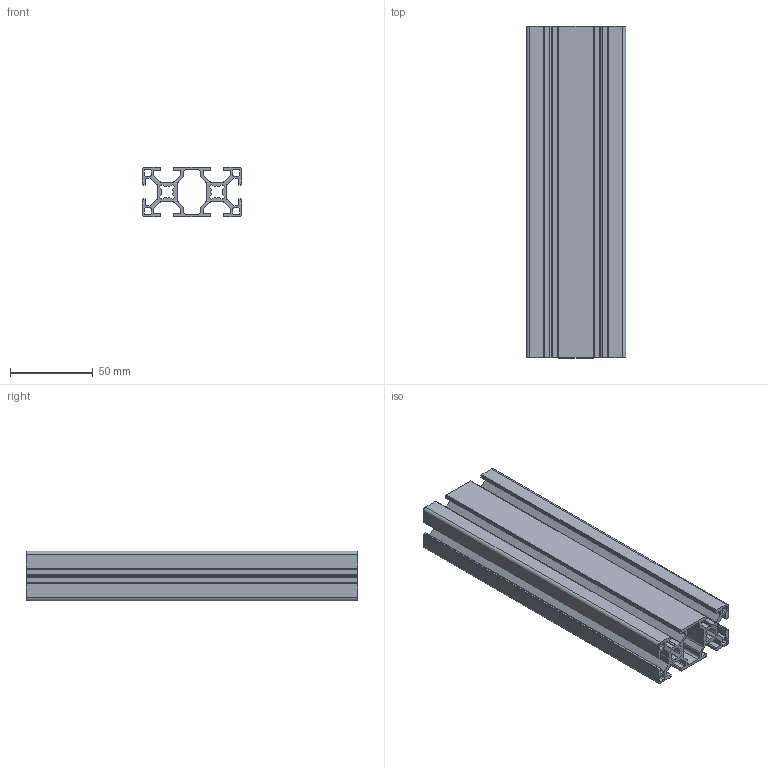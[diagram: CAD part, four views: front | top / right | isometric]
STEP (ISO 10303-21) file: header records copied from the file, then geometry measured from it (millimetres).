
FILE_DESCRIPTION(/* description */ ('Aluminiumprofil 30x60'),/* implementation_level */ '2;1');
FILE_NAME(/* name */ 'Syskomp 481992457 Aluminiumprofil 30x60.stp',/* time_stamp */ '2017-01-24T12:09:08+01:00',/* author */ ('wheldmann'),/* organization */ (''),/* preprocessor_version */ 'ST-DEVELOPER v16.1',/* originating_system */ 'Autodesk Inventor 2016',/* authorisation */ ' ');
FILE_SCHEMA (('AUTOMOTIVE_DESIGN { 1 0 10303 214 3 1 1 }'));
Length unit declared in the file: millimetre
Products named in the file (1): 481992457 Aluminiumprofil 30x60 - 200
Bounding box: 60 x 200 x 30 mm (x, y, z)
Volume: 110568.1 mm3; surface area: 113543.5 mm2
Topology: 1 solids, 1 shells, 290 faces, 864 edges, 576 vertices
Faces by surface type: plane 152, cylinder 138
Entity records: 9856 total; most frequent: CARTESIAN_POINT 1731, ORIENTED_EDGE 1728, DIRECTION 1722, EDGE_CURVE 864, LINE 588, VECTOR 588, VERTEX_POINT 576, AXIS2_PLACEMENT_3D 567
